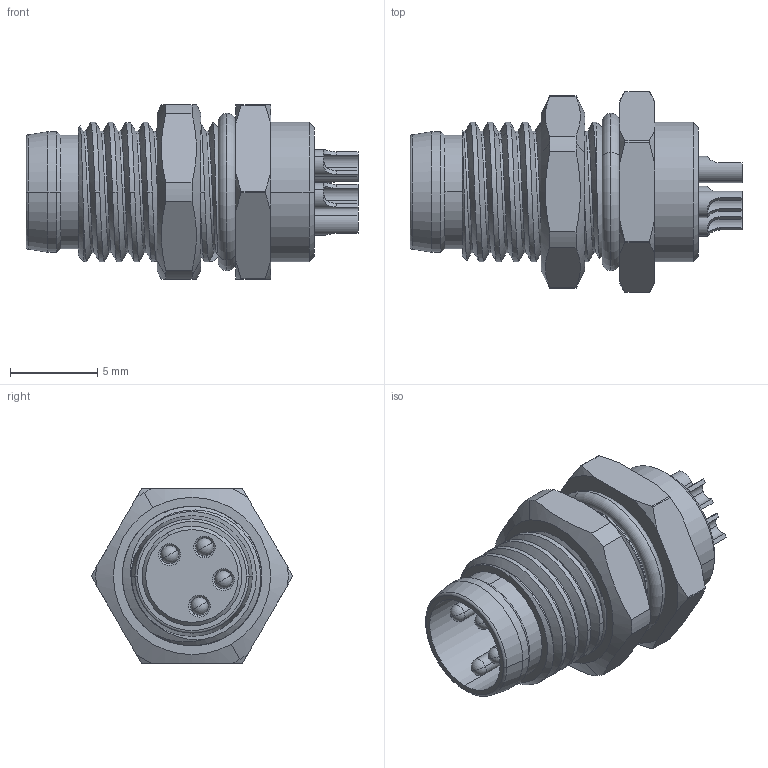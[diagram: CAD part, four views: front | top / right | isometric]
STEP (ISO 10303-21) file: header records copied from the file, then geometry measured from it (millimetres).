
FILE_DESCRIPTION((''),'2;1');
FILE_NAME('SHELL15T4_4_W4','2025-09-21T',('gongcheng16'),(''),'PRO/ENGINEER BY PARAMETRIC TECHNOLOGY CORPORATION, 2010280','PRO/ENGINEER BY PARAMETRIC TECHNOLOGY CORPORATION, 2010280','');
FILE_SCHEMA(('CONFIG_CONTROL_DESIGN'));
Length unit declared in the file: millimetre
Products named in the file (1): SHELL15T4_4_W4
Bounding box: 19 x 11.5 x 10 mm (x, y, z)
Volume: 335.7 mm3; surface area: 2143.5 mm2
Topology: 1 solids, 9 shells, 318 faces, 746 edges, 459 vertices
Faces by surface type: cylinder 146, cone 76, plane 70, bspline 12, sphere 8, torus 6
Entity records: 12688 total; most frequent: CARTESIAN_POINT 5414, DIRECTION 1557, ORIENTED_EDGE 1460, EDGE_CURVE 730, AXIS2_PLACEMENT_3D 636, VERTEX_POINT 459, EDGE_LOOP 361, CIRCLE 329
